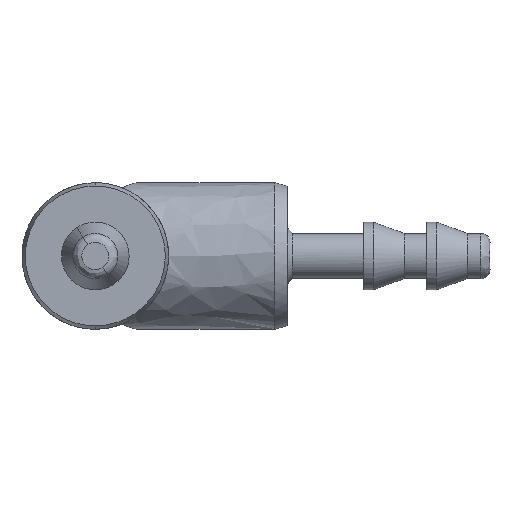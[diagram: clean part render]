
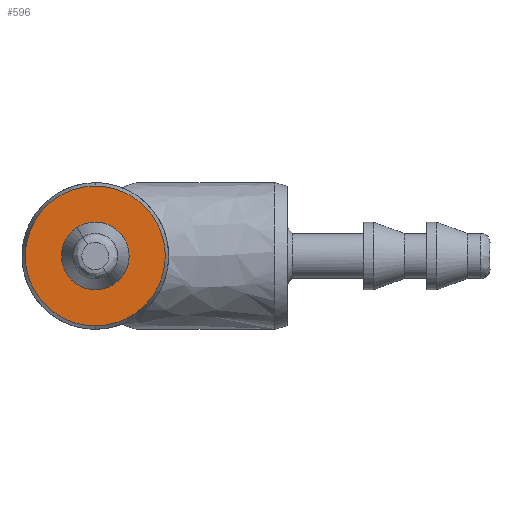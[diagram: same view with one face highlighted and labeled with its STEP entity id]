
A CAD part, front view. The second image highlights one B-rep face of the part: STEP entity #596.
In plain terms, the highlighted free-form (B-spline) face has degree [1, 1] with [2, 2] control points.
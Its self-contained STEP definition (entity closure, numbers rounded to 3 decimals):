
#11 = CARTESIAN_POINT ( 'NONE',  ( -0.578, 0., -1.156 ) ) ;
#25 = CARTESIAN_POINT ( 'NONE',  ( -0.684, 0., 1.046 ) ) ;
#54 = ORIENTED_EDGE ( 'NONE', *, *, #2387, .T. ) ;
#79 = B_SPLINE_SURFACE_WITH_KNOTS ( 'NONE', 1, 1, ( 
 ( #1990, #339 ),
 ( #369, #2285 ) ),
 .UNSPECIFIED., .F., .F., .F.,
 ( 2, 2 ),
 ( 2, 2 ),
 ( 0., 1. ),
 ( 0., 1. ),
 .UNSPECIFIED. ) ;
#173 = CARTESIAN_POINT ( 'NONE',  ( -0.684, 0., 1.046 ) ) ;
#196 = CARTESIAN_POINT ( 'NONE',  ( 0., 0., -3.1 ) ) ;
#225 = CARTESIAN_POINT ( 'NONE',  ( -2.708, 0., -1.562 ) ) ;
#247 = ORIENTED_EDGE ( 'NONE', *, *, #1495, .T. ) ;
#253 = ORIENTED_EDGE ( 'NONE', *, *, #1477, .T. ) ;
#265 = CARTESIAN_POINT ( 'NONE',  ( 1.562, 0., 2.708 ) ) ;
#325 = EDGE_LOOP ( 'NONE', ( #253, #247 ) ) ;
#327 = CARTESIAN_POINT ( 'NONE',  ( 0., 0., 3.1 ) ) ;
#339 = CARTESIAN_POINT ( 'NONE',  ( 3.137, 0., 3.137 ) ) ;
#369 = CARTESIAN_POINT ( 'NONE',  ( -3.137, 0., -3.137 ) ) ;
#440 = CARTESIAN_POINT ( 'NONE',  ( -3.02, 0., 0.81 ) ) ;
#442 = CARTESIAN_POINT ( 'NONE',  ( 0.959, 0., -0.867 ) ) ;
#456 = CARTESIAN_POINT ( 'NONE',  ( -2.708, 0., 1.562 ) ) ;
#460 = CARTESIAN_POINT ( 'NONE',  ( -0.065, 0., 1.291 ) ) ;
#486 = CARTESIAN_POINT ( 'NONE',  ( -2.48, 0., 1.904 ) ) ;
#564 = CARTESIAN_POINT ( 'NONE',  ( 0.065, 0., -1.291 ) ) ;
#596 = ADVANCED_FACE ( 'NONE', ( #1920, #3172 ), #79, .T. ) ;
#597 = CARTESIAN_POINT ( 'NONE',  ( 0.684, 0., -1.046 ) ) ;
#603 = CARTESIAN_POINT ( 'NONE',  ( -0.684, 0., 1.046 ) ) ;
#662 = B_SPLINE_CURVE_WITH_KNOTS ( 'NONE', 3,
 ( #1827, #2093, #1289, #1583, #1053, #486, #456, #440, #2936, #1555, #2908, #225, #2110, #2150, #1326, #3425, #2355, #196 ),
 .UNSPECIFIED., .F., .F.,
 ( 4, 2, 2, 2, 2, 2, 2, 2, 4 ),
 ( 0., 0.393, 0.785, 1.178, 1.571, 1.963, 2.356, 2.749, 3.142 ),
 .UNSPECIFIED. ) ;
#711 = CARTESIAN_POINT ( 'NONE',  ( -0.409, 0., 1.226 ) ) ;
#774 = CARTESIAN_POINT ( 'NONE',  ( 0., 0., -3.1 ) ) ;
#788 = CARTESIAN_POINT ( 'NONE',  ( 2.48, 0., 1.904 ) ) ;
#833 = CARTESIAN_POINT ( 'NONE',  ( 0.409, 0., -1.226 ) ) ;
#848 = CARTESIAN_POINT ( 'NONE',  ( 0.684, 0., -1.046 ) ) ;
#924 = VERTEX_POINT ( 'NONE', #603 ) ;
#928 = EDGE_LOOP ( 'NONE', ( #3336, #54 ) ) ;
#1038 = CARTESIAN_POINT ( 'NONE',  ( 2.48, 0., -1.904 ) ) ;
#1053 = CARTESIAN_POINT ( 'NONE',  ( -1.904, 0., 2.48 ) ) ;
#1064 = CARTESIAN_POINT ( 'NONE',  ( 0.407, 0., -3.1 ) ) ;
#1104 = CARTESIAN_POINT ( 'NONE',  ( 2.708, 0., 1.562 ) ) ;
#1113 = CARTESIAN_POINT ( 'NONE',  ( 0.81, 0., 3.02 ) ) ;
#1289 = CARTESIAN_POINT ( 'NONE',  ( -0.81, 0., 3.02 ) ) ;
#1326 = CARTESIAN_POINT ( 'NONE',  ( -1.562, 0., -2.708 ) ) ;
#1329 = CARTESIAN_POINT ( 'NONE',  ( 1.291, 0., 0.065 ) ) ;
#1379 = CARTESIAN_POINT ( 'NONE',  ( 0.407, 0., 3.1 ) ) ;
#1463 = B_SPLINE_CURVE_WITH_KNOTS ( 'NONE', 3,
 ( #173, #711, #460, #2939, #1847, #3186, #1329, #2662, #442, #2611 ),
 .UNSPECIFIED., .F., .F.,
 ( 4, 2, 2, 2, 4 ),
 ( 0., 0.785, 1.571, 2.356, 3.142 ),
 .UNSPECIFIED. ) ;
#1477 = EDGE_CURVE ( 'NONE', #2219, #2140, #662, .T. ) ;
#1495 = EDGE_CURVE ( 'NONE', #2140, #2219, #3373, .T. ) ;
#1555 = CARTESIAN_POINT ( 'NONE',  ( -3.1, 0., -0.407 ) ) ;
#1583 = CARTESIAN_POINT ( 'NONE',  ( -1.562, 0., 2.708 ) ) ;
#1610 = CARTESIAN_POINT ( 'NONE',  ( 2.708, 0., -1.562 ) ) ;
#1647 = CARTESIAN_POINT ( 'NONE',  ( 3.02, 0., 0.81 ) ) ;
#1682 = CARTESIAN_POINT ( 'NONE',  ( -1.226, 0., -0.409 ) ) ;
#1827 = CARTESIAN_POINT ( 'NONE',  ( 0., 0., 3.1 ) ) ;
#1847 = CARTESIAN_POINT ( 'NONE',  ( 0.867, 0., 0.959 ) ) ;
#1920 = FACE_BOUND ( 'NONE', #928, .T. ) ;
#1951 = CARTESIAN_POINT ( 'NONE',  ( -1.156, 0., 0.578 ) ) ;
#1990 = CARTESIAN_POINT ( 'NONE',  ( -3.137, 0., 3.137 ) ) ;
#2040 = VERTEX_POINT ( 'NONE', #597 ) ;
#2093 = CARTESIAN_POINT ( 'NONE',  ( -0.407, 0., 3.1 ) ) ;
#2110 = CARTESIAN_POINT ( 'NONE',  ( -2.48, 0., -1.904 ) ) ;
#2140 = VERTEX_POINT ( 'NONE', #2731 ) ;
#2150 = CARTESIAN_POINT ( 'NONE',  ( -1.904, 0., -2.48 ) ) ;
#2199 = CARTESIAN_POINT ( 'NONE',  ( 3.1, 0., 0.407 ) ) ;
#2219 = VERTEX_POINT ( 'NONE', #327 ) ;
#2285 = CARTESIAN_POINT ( 'NONE',  ( 3.137, 0., -3.137 ) ) ;
#2355 = CARTESIAN_POINT ( 'NONE',  ( -0.407, 0., -3.1 ) ) ;
#2364 = CARTESIAN_POINT ( 'NONE',  ( 1.562, 0., -2.708 ) ) ;
#2387 = EDGE_CURVE ( 'NONE', #924, #2040, #1463, .T. ) ;
#2525 = B_SPLINE_CURVE_WITH_KNOTS ( 'NONE', 3,
 ( #848, #833, #564, #11, #2985, #1682, #3540, #1951, #3002, #25 ),
 .UNSPECIFIED., .F., .F.,
 ( 4, 2, 2, 2, 4 ),
 ( 0., 0.785, 1.571, 2.356, 3.142 ),
 .UNSPECIFIED. ) ;
#2611 = CARTESIAN_POINT ( 'NONE',  ( 0.684, 0., -1.046 ) ) ;
#2628 = EDGE_CURVE ( 'NONE', #2040, #924, #2525, .T. ) ;
#2662 = CARTESIAN_POINT ( 'NONE',  ( 1.156, 0., -0.578 ) ) ;
#2673 = CARTESIAN_POINT ( 'NONE',  ( 0.81, 0., -3.02 ) ) ;
#2703 = CARTESIAN_POINT ( 'NONE',  ( 1.904, 0., 2.48 ) ) ;
#2712 = CARTESIAN_POINT ( 'NONE',  ( 3.1, 0., -0.407 ) ) ;
#2731 = CARTESIAN_POINT ( 'NONE',  ( 0., 0., -3.1 ) ) ;
#2908 = CARTESIAN_POINT ( 'NONE',  ( -3.02, 0., -0.81 ) ) ;
#2936 = CARTESIAN_POINT ( 'NONE',  ( -3.1, 0., 0.407 ) ) ;
#2939 = CARTESIAN_POINT ( 'NONE',  ( 0.578, 0., 1.156 ) ) ;
#2948 = CARTESIAN_POINT ( 'NONE',  ( 1.904, 0., -2.48 ) ) ;
#2973 = CARTESIAN_POINT ( 'NONE',  ( 3.02, 0., -0.81 ) ) ;
#2985 = CARTESIAN_POINT ( 'NONE',  ( -0.867, 0., -0.959 ) ) ;
#3002 = CARTESIAN_POINT ( 'NONE',  ( -0.959, 0., 0.867 ) ) ;
#3172 = FACE_OUTER_BOUND ( 'NONE', #325, .T. ) ;
#3186 = CARTESIAN_POINT ( 'NONE',  ( 1.226, 0., 0.409 ) ) ;
#3238 = CARTESIAN_POINT ( 'NONE',  ( 0., 0., 3.1 ) ) ;
#3336 = ORIENTED_EDGE ( 'NONE', *, *, #2628, .T. ) ;
#3373 = B_SPLINE_CURVE_WITH_KNOTS ( 'NONE', 3,
 ( #774, #1064, #2673, #2364, #2948, #1038, #1610, #2973, #2712, #2199, #1647, #1104, #788, #2703, #265, #1113, #1379, #3238 ),
 .UNSPECIFIED., .F., .F.,
 ( 4, 2, 2, 2, 2, 2, 2, 2, 4 ),
 ( 0., 0.393, 0.785, 1.178, 1.571, 1.963, 2.356, 2.749, 3.142 ),
 .UNSPECIFIED. ) ;
#3425 = CARTESIAN_POINT ( 'NONE',  ( -0.81, 0., -3.02 ) ) ;
#3540 = CARTESIAN_POINT ( 'NONE',  ( -1.291, 0., -0.065 ) ) ;
